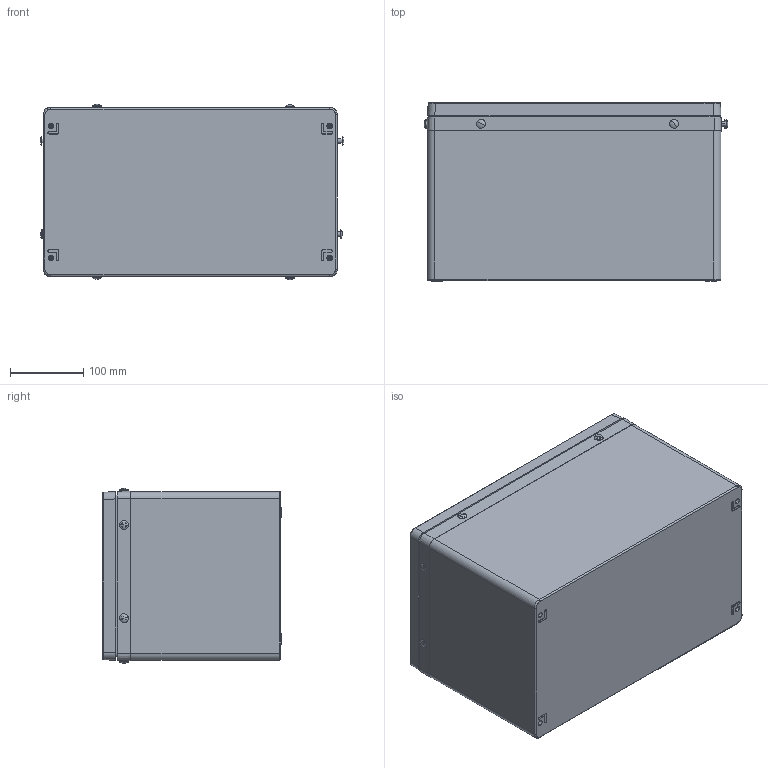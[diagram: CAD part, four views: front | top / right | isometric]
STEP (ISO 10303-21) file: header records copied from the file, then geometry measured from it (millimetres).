
FILE_DESCRIPTION (( 'STEP AP214' ), '1' );
FILE_NAME ('13151500.STEP', '2016-04-01T08:04:01', ( 'Macha' ), ( 'Hewlett-Packard Company' ), 'SwSTEP 2.0', 'SolidWorks 2015', '' );
FILE_SCHEMA (( 'AUTOMOTIVE_DESIGN' ));
Length unit declared in the file: millimetre
Products named in the file (7): 08763_Bearbeitung Griff; 08963; 03631_Bearbeitung nach Zeichng. 01-2-036310-01-0; 13151500; 94411; 93117; 93038
Assembly tree (16 placements, depth 2):
  13151500
    03631_Bearbeitung nach Zeichng. 01-2-036310-01-0
    08963
    08763_Bearbeitung Griff
    93038  x4
    93117
    94411  x8
Bounding box: 414.09 x 243.6 x 238.96 mm (x, y, z)
Volume: 2996269.3 mm3; surface area: 941848.8 mm2
Topology: 17 solids, 17 shells, 1158 faces, 2722 edges, 1699 vertices
Faces by surface type: plane 468, cylinder 243, cone 213, bspline 164, torus 51, sphere 19
Entity records: 36141 total; most frequent: CARTESIAN_POINT 13761, ORIENTED_EDGE 4692, DIRECTION 4202, EDGE_CURVE 2346, VERTEX_POINT 1481, AXIS2_PLACEMENT_3D 1469, LINE 1264, VECTOR 1264
